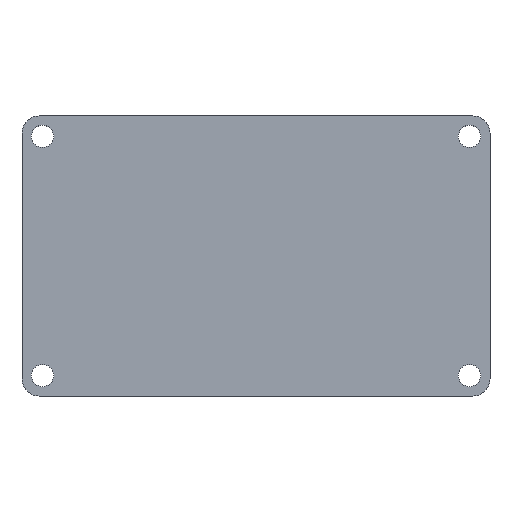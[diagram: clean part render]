
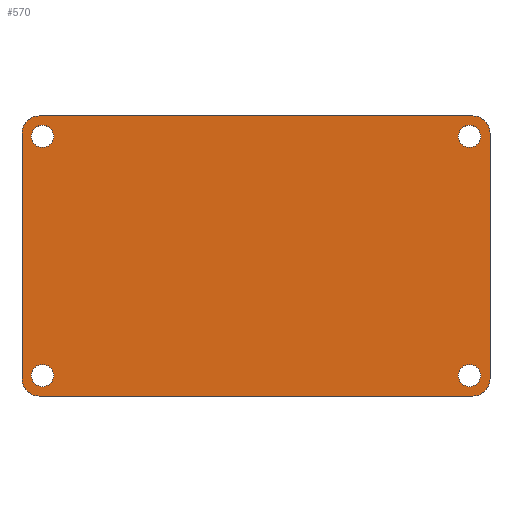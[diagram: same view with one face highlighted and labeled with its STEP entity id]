
A CAD part, top view. The second image highlights one B-rep face of the part: STEP entity #570.
In plain terms, the highlighted planar face has unit normal (0, 0, 1).
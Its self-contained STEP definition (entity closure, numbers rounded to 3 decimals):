
#42=CARTESIAN_POINT('Vertex',(-68.5,-36.,3.)) ;
#56=CARTESIAN_POINT('Vertex',(-63.5,-41.,3.)) ;
#59=CARTESIAN_POINT('Axis2P3D Location',(-63.5,-36.,3.)) ;
#87=CARTESIAN_POINT('Vertex',(63.5,-41.,3.)) ;
#90=CARTESIAN_POINT('Line Origine',(0.,-41.,3.)) ;
#118=CARTESIAN_POINT('Vertex',(68.5,-36.,3.)) ;
#121=CARTESIAN_POINT('Axis2P3D Location',(63.5,-36.,3.)) ;
#149=CARTESIAN_POINT('Vertex',(68.5,36.,3.)) ;
#152=CARTESIAN_POINT('Line Origine',(68.5,0.,3.)) ;
#180=CARTESIAN_POINT('Vertex',(63.5,41.,3.)) ;
#183=CARTESIAN_POINT('Axis2P3D Location',(63.5,36.,3.)) ;
#211=CARTESIAN_POINT('Vertex',(-63.5,41.,3.)) ;
#214=CARTESIAN_POINT('Line Origine',(0.,41.,3.)) ;
#242=CARTESIAN_POINT('Vertex',(-68.5,36.,3.)) ;
#245=CARTESIAN_POINT('Axis2P3D Location',(-63.5,36.,3.)) ;
#267=CARTESIAN_POINT('Line Origine',(-68.5,0.,3.)) ;
#284=CARTESIAN_POINT('Axis2P3D Location',(62.5,-35.,3.)) ;
#288=CARTESIAN_POINT('Vertex',(65.75,-35.,3.)) ;
#290=CARTESIAN_POINT('Vertex',(59.25,-35.,3.)) ;
#319=CARTESIAN_POINT('Axis2P3D Location',(62.5,-35.,3.)) ;
#341=CARTESIAN_POINT('Axis2P3D Location',(62.5,35.,3.)) ;
#345=CARTESIAN_POINT('Vertex',(65.75,35.,3.)) ;
#347=CARTESIAN_POINT('Vertex',(59.25,35.,3.)) ;
#376=CARTESIAN_POINT('Axis2P3D Location',(62.5,35.,3.)) ;
#398=CARTESIAN_POINT('Axis2P3D Location',(-62.5,35.,3.)) ;
#402=CARTESIAN_POINT('Vertex',(-59.25,35.,3.)) ;
#404=CARTESIAN_POINT('Vertex',(-65.75,35.,3.)) ;
#433=CARTESIAN_POINT('Axis2P3D Location',(-62.5,35.,3.)) ;
#455=CARTESIAN_POINT('Axis2P3D Location',(-62.5,-35.,3.)) ;
#459=CARTESIAN_POINT('Vertex',(-59.25,-35.,3.)) ;
#461=CARTESIAN_POINT('Vertex',(-65.75,-35.,3.)) ;
#490=CARTESIAN_POINT('Axis2P3D Location',(-62.5,-35.,3.)) ;
#539=CARTESIAN_POINT('Axis2P3D Location',(0.,0.,3.)) ;
#92=VECTOR('Line Direction',#91,1.) ;
#154=VECTOR('Line Direction',#153,1.) ;
#216=VECTOR('Line Direction',#215,1.) ;
#269=VECTOR('Line Direction',#268,1.) ;
#60=DIRECTION('Axis2P3D Direction',(0.,0.,1.)) ;
#91=DIRECTION('Vector Direction',(-1.,0.,0.)) ;
#122=DIRECTION('Axis2P3D Direction',(0.,0.,1.)) ;
#153=DIRECTION('Vector Direction',(0.,-1.,0.)) ;
#184=DIRECTION('Axis2P3D Direction',(0.,0.,1.)) ;
#215=DIRECTION('Vector Direction',(1.,0.,0.)) ;
#246=DIRECTION('Axis2P3D Direction',(0.,0.,1.)) ;
#268=DIRECTION('Vector Direction',(0.,1.,0.)) ;
#285=DIRECTION('Axis2P3D Direction',(0.,0.,1.)) ;
#320=DIRECTION('Axis2P3D Direction',(0.,0.,1.)) ;
#342=DIRECTION('Axis2P3D Direction',(0.,0.,1.)) ;
#377=DIRECTION('Axis2P3D Direction',(0.,0.,1.)) ;
#399=DIRECTION('Axis2P3D Direction',(0.,0.,1.)) ;
#434=DIRECTION('Axis2P3D Direction',(0.,0.,1.)) ;
#456=DIRECTION('Axis2P3D Direction',(0.,0.,1.)) ;
#491=DIRECTION('Axis2P3D Direction',(0.,0.,1.)) ;
#540=DIRECTION('Axis2P3D Direction',(0.,0.,1.)) ;
#541=DIRECTION('Axis2P3D XDirection',(-1.,-0.,-0.)) ;
#61=AXIS2_PLACEMENT_3D('Circle Axis2P3D',#59,#60,$) ;
#123=AXIS2_PLACEMENT_3D('Circle Axis2P3D',#121,#122,$) ;
#185=AXIS2_PLACEMENT_3D('Circle Axis2P3D',#183,#184,$) ;
#247=AXIS2_PLACEMENT_3D('Circle Axis2P3D',#245,#246,$) ;
#286=AXIS2_PLACEMENT_3D('Circle Axis2P3D',#284,#285,$) ;
#321=AXIS2_PLACEMENT_3D('Circle Axis2P3D',#319,#320,$) ;
#343=AXIS2_PLACEMENT_3D('Circle Axis2P3D',#341,#342,$) ;
#378=AXIS2_PLACEMENT_3D('Circle Axis2P3D',#376,#377,$) ;
#400=AXIS2_PLACEMENT_3D('Circle Axis2P3D',#398,#399,$) ;
#435=AXIS2_PLACEMENT_3D('Circle Axis2P3D',#433,#434,$) ;
#457=AXIS2_PLACEMENT_3D('Circle Axis2P3D',#455,#456,$) ;
#492=AXIS2_PLACEMENT_3D('Circle Axis2P3D',#490,#491,$) ;
#542=AXIS2_PLACEMENT_3D('Plane Axis2P3D',#539,#540,#541) ;
#93=LINE('Line',#90,#92) ;
#155=LINE('Line',#152,#154) ;
#217=LINE('Line',#214,#216) ;
#270=LINE('Line',#267,#269) ;
#62=CIRCLE('generated circle',#61,5.) ;
#124=CIRCLE('generated circle',#123,5.) ;
#186=CIRCLE('generated circle',#185,5.) ;
#248=CIRCLE('generated circle',#247,5.) ;
#287=CIRCLE('generated circle',#286,3.25) ;
#322=CIRCLE('generated circle',#321,3.25) ;
#344=CIRCLE('generated circle',#343,3.25) ;
#379=CIRCLE('generated circle',#378,3.25) ;
#401=CIRCLE('generated circle',#400,3.25) ;
#436=CIRCLE('generated circle',#435,3.25) ;
#458=CIRCLE('generated circle',#457,3.25) ;
#493=CIRCLE('generated circle',#492,3.25) ;
#543=PLANE('',#542) ;
#557=FACE_BOUND('',#554,.T.) ;
#561=FACE_BOUND('',#558,.T.) ;
#565=FACE_BOUND('',#562,.T.) ;
#569=FACE_BOUND('',#566,.T.) ;
#63=EDGE_CURVE('',#43,#57,#62,.T.) ;
#94=EDGE_CURVE('',#57,#88,#93,.F.) ;
#125=EDGE_CURVE('',#88,#119,#124,.T.) ;
#156=EDGE_CURVE('',#119,#150,#155,.F.) ;
#187=EDGE_CURVE('',#150,#181,#186,.T.) ;
#218=EDGE_CURVE('',#181,#212,#217,.F.) ;
#249=EDGE_CURVE('',#212,#243,#248,.T.) ;
#271=EDGE_CURVE('',#243,#43,#270,.F.) ;
#292=EDGE_CURVE('',#289,#291,#287,.T.) ;
#323=EDGE_CURVE('',#291,#289,#322,.T.) ;
#349=EDGE_CURVE('',#346,#348,#344,.T.) ;
#380=EDGE_CURVE('',#348,#346,#379,.T.) ;
#406=EDGE_CURVE('',#403,#405,#401,.T.) ;
#437=EDGE_CURVE('',#405,#403,#436,.T.) ;
#463=EDGE_CURVE('',#460,#462,#458,.T.) ;
#494=EDGE_CURVE('',#462,#460,#493,.T.) ;
#544=EDGE_LOOP('',(#545,#546,#547,#548,#549,#550,#551,#552)) ;
#554=EDGE_LOOP('',(#555,#556)) ;
#558=EDGE_LOOP('',(#559,#560)) ;
#562=EDGE_LOOP('',(#563,#564)) ;
#566=EDGE_LOOP('',(#567,#568)) ;
#545=ORIENTED_EDGE('',*,*,#63,.T.) ;
#546=ORIENTED_EDGE('',*,*,#94,.T.) ;
#547=ORIENTED_EDGE('',*,*,#125,.T.) ;
#548=ORIENTED_EDGE('',*,*,#156,.T.) ;
#549=ORIENTED_EDGE('',*,*,#187,.T.) ;
#550=ORIENTED_EDGE('',*,*,#218,.T.) ;
#551=ORIENTED_EDGE('',*,*,#249,.T.) ;
#552=ORIENTED_EDGE('',*,*,#271,.T.) ;
#555=ORIENTED_EDGE('',*,*,#292,.F.) ;
#556=ORIENTED_EDGE('',*,*,#323,.F.) ;
#559=ORIENTED_EDGE('',*,*,#349,.F.) ;
#560=ORIENTED_EDGE('',*,*,#380,.F.) ;
#563=ORIENTED_EDGE('',*,*,#406,.F.) ;
#564=ORIENTED_EDGE('',*,*,#437,.F.) ;
#567=ORIENTED_EDGE('',*,*,#463,.F.) ;
#568=ORIENTED_EDGE('',*,*,#494,.F.) ;
#43=VERTEX_POINT('',#42) ;
#57=VERTEX_POINT('',#56) ;
#88=VERTEX_POINT('',#87) ;
#119=VERTEX_POINT('',#118) ;
#150=VERTEX_POINT('',#149) ;
#181=VERTEX_POINT('',#180) ;
#212=VERTEX_POINT('',#211) ;
#243=VERTEX_POINT('',#242) ;
#289=VERTEX_POINT('',#288) ;
#291=VERTEX_POINT('',#290) ;
#346=VERTEX_POINT('',#345) ;
#348=VERTEX_POINT('',#347) ;
#403=VERTEX_POINT('',#402) ;
#405=VERTEX_POINT('',#404) ;
#460=VERTEX_POINT('',#459) ;
#462=VERTEX_POINT('',#461) ;
#570=ADVANCED_FACE('Corps principal',(#553,#557,#561,#565,#569),#543,.T.) ;
#553=FACE_OUTER_BOUND('',#544,.T.) ;
